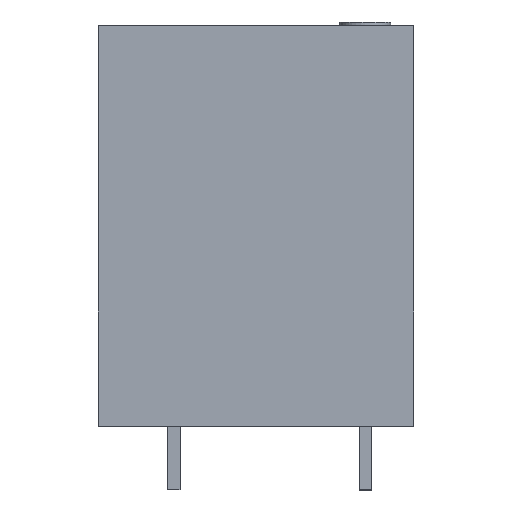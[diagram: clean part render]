
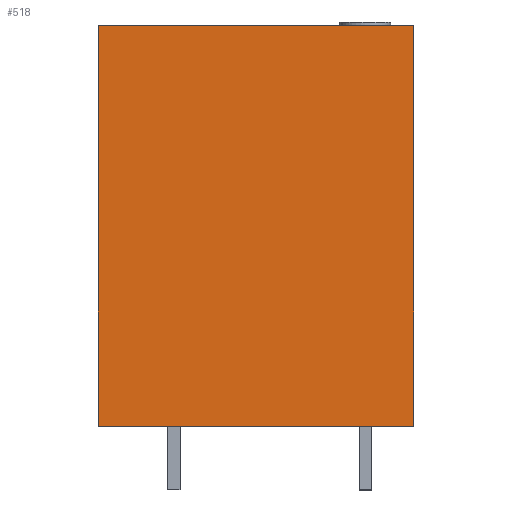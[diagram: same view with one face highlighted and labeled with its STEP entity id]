
A CAD part, left-side view. The second image highlights one B-rep face of the part: STEP entity #518.
In plain terms, the highlighted planar face has unit normal (-1, 0, 0).
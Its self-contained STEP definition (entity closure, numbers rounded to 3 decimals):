
#498=AXIS2_PLACEMENT_3D('Plane Axis2P3D',#495,#496,#497) ;
#97=CARTESIAN_POINT('Vertex',(0.,0.,5.)) ;
#100=CARTESIAN_POINT('Line Origine',(0.,12.35,5.)) ;
#104=CARTESIAN_POINT('Vertex',(0.,24.7,5.)) ;
#475=CARTESIAN_POINT('Vertex',(0.,0.,36.3)) ;
#478=CARTESIAN_POINT('Line Origine',(0.,0.,20.65)) ;
#495=CARTESIAN_POINT('Axis2P3D Location',(0.,24.7,0.)) ;
#500=CARTESIAN_POINT('Line Origine',(0.,24.7,20.65)) ;
#504=CARTESIAN_POINT('Vertex',(0.,24.7,36.3)) ;
#507=CARTESIAN_POINT('Line Origine',(0.,12.35,36.3)) ;
#101=DIRECTION('Vector Direction',(0.,-1.,0.)) ;
#479=DIRECTION('Vector Direction',(0.,0.,1.)) ;
#496=DIRECTION('Axis2P3D Direction',(-1.,0.,0.)) ;
#497=DIRECTION('Axis2P3D XDirection',(0.,-1.,0.)) ;
#501=DIRECTION('Vector Direction',(0.,0.,-1.)) ;
#508=DIRECTION('Vector Direction',(0.,-1.,0.)) ;
#102=VECTOR('Line Direction',#101,1.) ;
#480=VECTOR('Line Direction',#479,1.) ;
#502=VECTOR('Line Direction',#501,1.) ;
#509=VECTOR('Line Direction',#508,1.) ;
#513=ORIENTED_EDGE('',*,*,#506,.T.) ;
#514=ORIENTED_EDGE('',*,*,#106,.T.) ;
#515=ORIENTED_EDGE('',*,*,#482,.T.) ;
#516=ORIENTED_EDGE('',*,*,#511,.T.) ;
#518=ADVANCED_FACE('HOUSING',(#517),#499,.T.) ;
#106=EDGE_CURVE('',#105,#98,#103,.T.) ;
#482=EDGE_CURVE('',#98,#476,#481,.T.) ;
#506=EDGE_CURVE('',#505,#105,#503,.T.) ;
#511=EDGE_CURVE('',#476,#505,#510,.F.) ;
#512=EDGE_LOOP('',(#513,#514,#515,#516)) ;
#517=FACE_OUTER_BOUND('',#512,.T.) ;
#103=LINE('Line',#100,#102) ;
#481=LINE('Line',#478,#480) ;
#503=LINE('Line',#500,#502) ;
#510=LINE('Line',#507,#509) ;
#499=PLANE('',#498) ;
#98=VERTEX_POINT('',#97) ;
#105=VERTEX_POINT('',#104) ;
#476=VERTEX_POINT('',#475) ;
#505=VERTEX_POINT('',#504) ;
